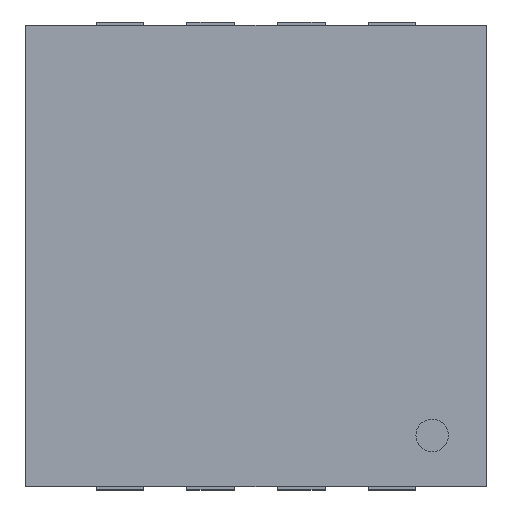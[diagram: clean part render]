
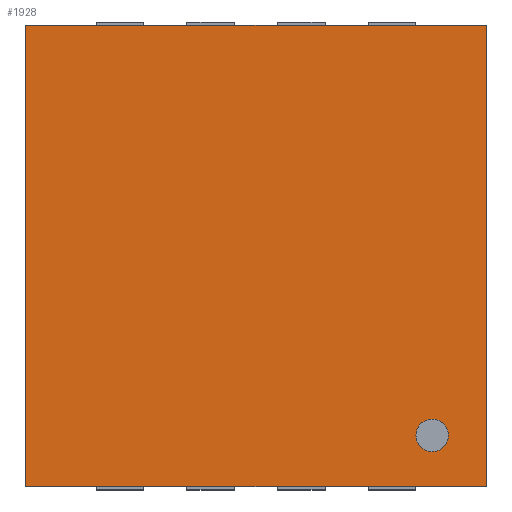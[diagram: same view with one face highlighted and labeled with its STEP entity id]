
A CAD part, top view. The second image highlights one B-rep face of the part: STEP entity #1928.
In plain terms, the highlighted planar face has unit normal (0, 0, 1).
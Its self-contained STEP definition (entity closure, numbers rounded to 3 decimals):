
#34=CIRCLE('',#2026,0.117);
#344=ORIENTED_EDGE('',*,*,#636,.T.);
#345=ORIENTED_EDGE('',*,*,#624,.T.);
#346=ORIENTED_EDGE('',*,*,#628,.T.);
#347=ORIENTED_EDGE('',*,*,#634,.T.);
#348=ORIENTED_EDGE('',*,*,#635,.T.);
#624=EDGE_CURVE('',#788,#787,#948,.T.);
#628=EDGE_CURVE('',#787,#790,#952,.T.);
#634=EDGE_CURVE('',#790,#793,#958,.T.);
#635=EDGE_CURVE('',#793,#788,#959,.T.);
#636=EDGE_CURVE('',#794,#794,#34,.T.);
#787=VERTEX_POINT('',#2755);
#788=VERTEX_POINT('',#2757);
#790=VERTEX_POINT('',#2764);
#793=VERTEX_POINT('',#2773);
#794=VERTEX_POINT('',#2779);
#948=LINE('',#2756,#1126);
#952=LINE('',#2763,#1130);
#958=LINE('',#2774,#1136);
#959=LINE('',#2776,#1137);
#1126=VECTOR('',#2325,1000.);
#1130=VECTOR('',#2331,1000.);
#1136=VECTOR('',#2339,1000.);
#1137=VECTOR('',#2342,1000.);
#1215=EDGE_LOOP('',(#344));
#1216=EDGE_LOOP('',(#345,#346,#347,#348));
#1289=FACE_BOUND('',#1215,.T.);
#1290=FACE_BOUND('',#1216,.T.);
#1356=PLANE('',#2025);
#1928=ADVANCED_FACE('',(#1289,#1290),#1356,.T.);
#2025=AXIS2_PLACEMENT_3D('',#2777,#2343,#2344);
#2026=AXIS2_PLACEMENT_3D('',#2778,#2345,#2346);
#2325=DIRECTION('',(1.,0.,0.));
#2331=DIRECTION('',(0.,1.,0.));
#2339=DIRECTION('',(-1.,0.,0.));
#2342=DIRECTION('',(0.,-1.,0.));
#2343=DIRECTION('',(0.,0.,1.));
#2344=DIRECTION('',(1.,0.,0.));
#2345=DIRECTION('',(0.,0.,-1.));
#2346=DIRECTION('',(1.,0.,0.));
#2755=CARTESIAN_POINT('',(1.65,-1.65,0.));
#2756=CARTESIAN_POINT('',(-1.65,-1.65,0.));
#2757=CARTESIAN_POINT('',(-1.65,-1.65,0.));
#2763=CARTESIAN_POINT('',(1.65,-1.65,0.));
#2764=CARTESIAN_POINT('',(1.65,1.65,0.));
#2773=CARTESIAN_POINT('',(-1.65,1.65,0.));
#2774=CARTESIAN_POINT('',(1.65,1.65,0.));
#2776=CARTESIAN_POINT('',(-1.65,1.65,0.));
#2777=CARTESIAN_POINT('',(0.,0.,0.));
#2778=CARTESIAN_POINT('',(1.261,-1.285,0.));
#2779=CARTESIAN_POINT('',(1.378,-1.285,0.));
